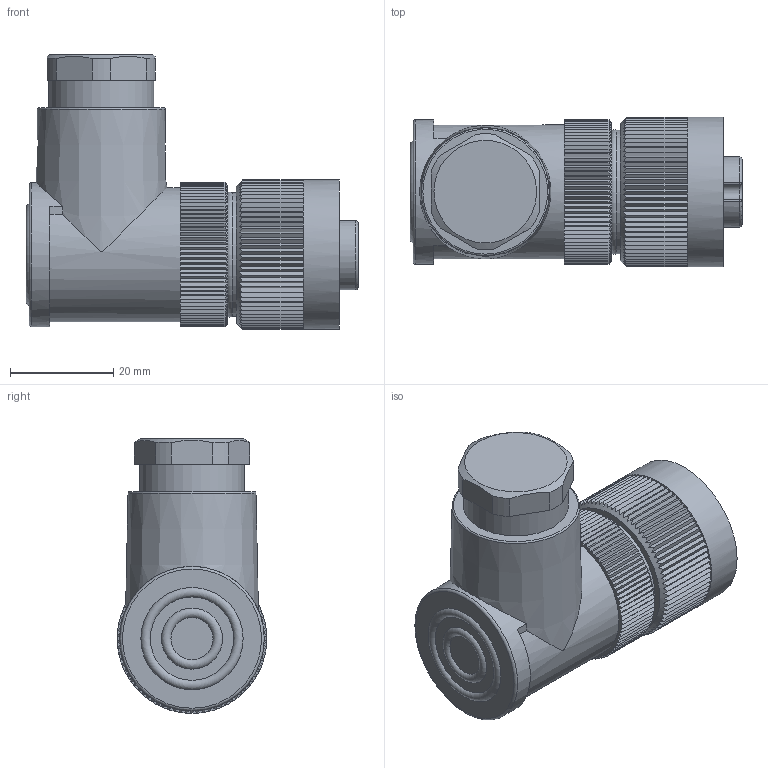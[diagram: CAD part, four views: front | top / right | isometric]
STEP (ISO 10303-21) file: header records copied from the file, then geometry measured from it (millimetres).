
FILE_DESCRIPTION(/* description */ (''),/* implementation_level */ '2;1');
FILE_NAME(/* name */ '99-4202-215-07_bg.stp',/* time_stamp */ '2011-01-18T16:50:45+01:00',/* author */ (''),/* organization */ (''),/* preprocessor_version */ 'ST-DEVELOPER v11',/* originating_system */ 'UGS - NX 5.0',/* authorisation */ '');
FILE_SCHEMA (('CONFIG_CONTROL_DESIGN'));
Length unit declared in the file: millimetre
Products named in the file (1): kbor76C37s7i
Bounding box: 64.4 x 29 x 53.3 mm (x, y, z)
Volume: 44330.1 mm3; surface area: 12271.9 mm2
Topology: 1 solids, 1 shells, 520 faces, 1331 edges, 823 vertices
Faces by surface type: plane 387, cone 93, cylinder 30, torus 8, bspline 2
Full cylindrical faces by diameter (mm): 3.05 x7, 3.8 x1, 13.6 x1, 20.4 x1, 22.8 x1, 24 x1, 26 x1, 28 x1, 29 x1
Entity records: 15690 total; most frequent: CARTESIAN_POINT 3941, ORIENTED_EDGE 2572, DIRECTION 2126, EDGE_CURVE 1286, VERTEX_POINT 806, LINE 732, VECTOR 732, AXIS2_PLACEMENT_3D 697
